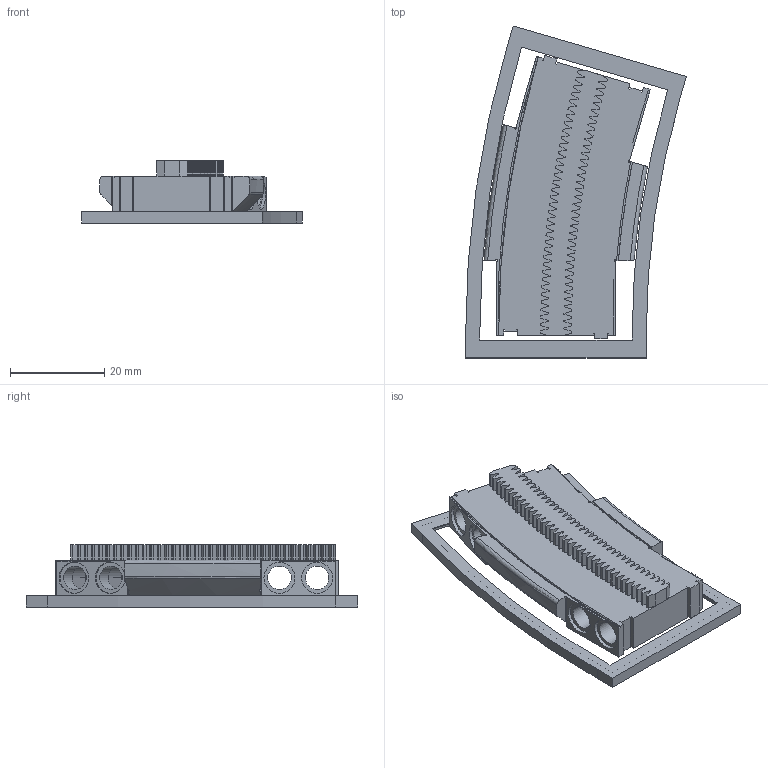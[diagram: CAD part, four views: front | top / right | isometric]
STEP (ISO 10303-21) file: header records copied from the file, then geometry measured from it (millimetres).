
FILE_DESCRIPTION(('Open CASCADE Model'),'2;1');
FILE_NAME('Open CASCADE Shape Model','2024-12-17T14:11:55',('Author'),( 'Open CASCADE'),'Open CASCADE STEP processor 7.7','Open CASCADE 7.7' ,'Unknown');
FILE_SCHEMA(('AUTOMOTIVE_DESIGN { 1 0 10303 214 1 1 1 1 }'));
Length unit declared in the file: millimetre
Products named in the file (4): Open CASCADE STEP translator 7.7 35; Open CASCADE STEP translator 7.7 35.1; Open CASCADE STEP translator 7.7 35.1.1; Open CASCADE STEP translator 7.7 35.1.2
Assembly tree (3 placements, depth 3):
  Open CASCADE STEP translator 7.7 35
    Open CASCADE STEP translator 7.7 35.1
      Open CASCADE STEP translator 7.7 35.1.1
      Open CASCADE STEP translator 7.7 35.1.2
Bounding box: 46.95 x 70.59 x 13.2 mm (x, y, z)
Volume: 11014.5 mm3; surface area: 9221.9 mm2
Topology: 2 solids, 2 shells, 719 faces, 2104 edges, 1402 vertices
Faces by surface type: plane 595, cylinder 116, torus 4, cone 2, bspline 2
Full cylindrical faces by diameter (mm): 5 x8, 6.6 x8
Entity records: 52770 total; most frequent: CARTESIAN_POINT 10853, DIRECTION 7846, LINE 5482, VECTOR 5482, ORIENTED_EDGE 4208, PCURVE 4208, DEFINITIONAL_REPRESENTATION 4208, EDGE_CURVE 2104
